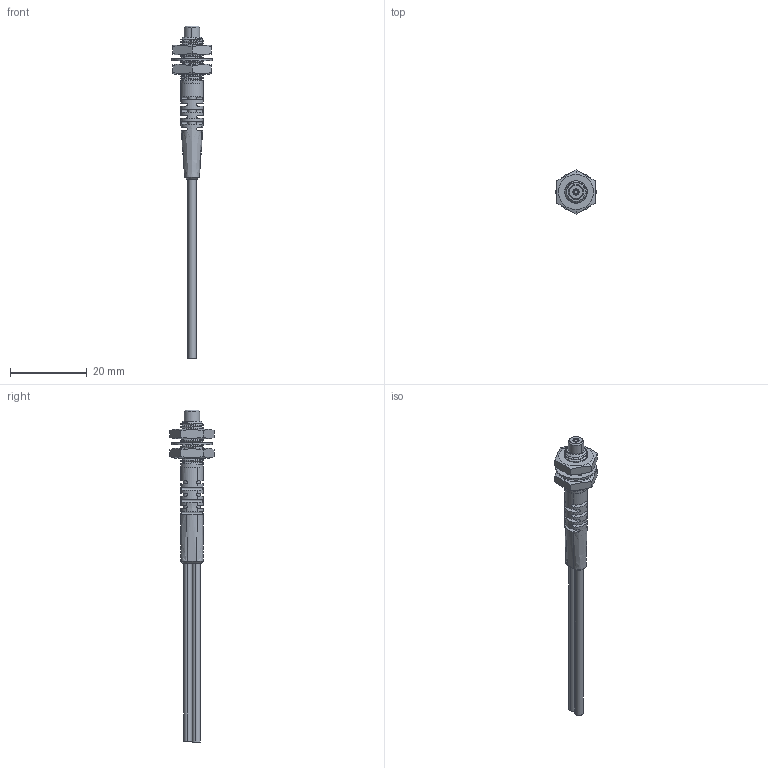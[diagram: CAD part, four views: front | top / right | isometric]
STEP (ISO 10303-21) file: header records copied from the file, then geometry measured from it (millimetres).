
FILE_DESCRIPTION((''),'2;1');
FILE_NAME('161882_ASM','2016-01-05T',('pdmadmin'),(''),'PRO/ENGINEER BY PARAMETRIC TECHNOLOGY CORPORATION, 2013230','PRO/ENGINEER BY PARAMETRIC TECHNOLOGY CORPORATION, 2013230','');
FILE_SCHEMA(('CONFIG_CONTROL_DESIGN'));
Products named in the file (4): 16117_AF3; M6_HEX_NUT_RIKO; M6_RIKO_LOCKWASHER; 161882_ASM
Assembly tree (4 placements, depth 2):
  161882_ASM
    16117_AF3
    M6_HEX_NUT_RIKO  x2
    M6_RIKO_LOCKWASHER
Bounding box: 10.52 x 11.55 x 86.65 mm (x, y, z)
Volume: 1561.8 mm3; surface area: 2224.2 mm2
Topology: 4 solids, 4 shells, 241 faces, 640 edges, 415 vertices
Faces by surface type: cylinder 112, plane 93, bspline 23, sphere 8, cone 5
Entity records: 11419 total; most frequent: CARTESIAN_POINT 5815, ORIENTED_EDGE 1216, DIRECTION 1081, EDGE_CURVE 608, AXIS2_PLACEMENT_3D 419, VERTEX_POINT 395, VECTOR 243, LINE 243
